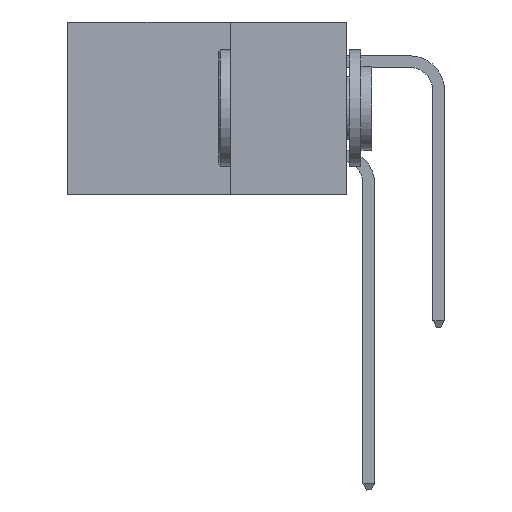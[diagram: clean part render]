
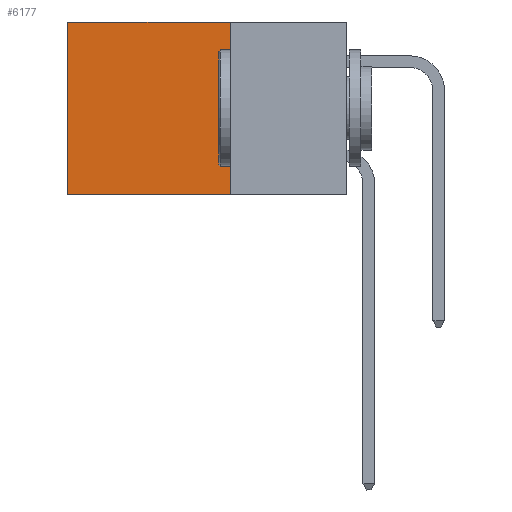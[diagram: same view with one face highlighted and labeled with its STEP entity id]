
A CAD part, left-side view. The second image highlights one B-rep face of the part: STEP entity #6177.
In plain terms, the highlighted planar face has unit normal (-1, 0, 0).
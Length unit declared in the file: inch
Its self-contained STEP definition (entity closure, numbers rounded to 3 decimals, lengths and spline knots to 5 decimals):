
#113 = VERTEX_POINT ( 'NONE', #21257 ) ;
#229 = ORIENTED_EDGE ( 'NONE', *, *, #7905, .F. ) ;
#421 = LINE ( 'NONE', #15998, #14082 ) ;
#3226 = FACE_OUTER_BOUND ( 'NONE', #6482, .T. ) ;
#3798 = LINE ( 'NONE', #19346, #13680 ) ;
#3882 = VECTOR ( 'NONE', #15542, 39.37008 ) ;
#4167 = EDGE_CURVE ( 'NONE', #6499, #113, #421, .T. ) ;
#4414 = VERTEX_POINT ( 'NONE', #12929 ) ;
#4490 = CARTESIAN_POINT ( 'NONE',  ( 0.2875, 0.25, 0. ) ) ;
#5238 = VERTEX_POINT ( 'NONE', #4490 ) ;
#6155 = EDGE_CURVE ( 'NONE', #5238, #4414, #3798, .T. ) ;
#6177 = ADVANCED_FACE ( 'NONE', ( #3226 ), #6430, .F. ) ;
#6350 = DIRECTION ( 'NONE',  ( 0., 1., 0. ) ) ;
#6430 = PLANE ( 'NONE',  #21797 ) ;
#6482 = EDGE_LOOP ( 'NONE', ( #13691, #20123, #229, #18078 ) ) ;
#6499 = VERTEX_POINT ( 'NONE', #18548 ) ;
#7358 = VECTOR ( 'NONE', #10852, 39.37008 ) ;
#7905 = EDGE_CURVE ( 'NONE', #5238, #6499, #18733, .T. ) ;
#8212 = EDGE_CURVE ( 'NONE', #4414, #113, #17233, .T. ) ;
#8302 = DIRECTION ( 'NONE',  ( 0., 0., -1. ) ) ;
#8952 = CARTESIAN_POINT ( 'NONE',  ( 0.2875, 0.6, 0. ) ) ;
#10852 = DIRECTION ( 'NONE',  ( 0., 0., -1. ) ) ;
#12929 = CARTESIAN_POINT ( 'NONE',  ( 0.2875, 0.6, 0. ) ) ;
#13664 = CARTESIAN_POINT ( 'NONE',  ( 0.2875, 0.25, 0. ) ) ;
#13680 = VECTOR ( 'NONE', #6350, 39.37008 ) ;
#13691 = ORIENTED_EDGE ( 'NONE', *, *, #8212, .T. ) ;
#14082 = VECTOR ( 'NONE', #21541, 39.37008 ) ;
#15542 = DIRECTION ( 'NONE',  ( 0., 0., -1. ) ) ;
#15998 = CARTESIAN_POINT ( 'NONE',  ( 0.2875, 0.25, -0.37 ) ) ;
#17233 = LINE ( 'NONE', #8952, #7358 ) ;
#17568 = CARTESIAN_POINT ( 'NONE',  ( 0.2875, 0.25, 0. ) ) ;
#18078 = ORIENTED_EDGE ( 'NONE', *, *, #6155, .T. ) ;
#18548 = CARTESIAN_POINT ( 'NONE',  ( 0.2875, 0.25, -0.37 ) ) ;
#18733 = LINE ( 'NONE', #13664, #3882 ) ;
#19346 = CARTESIAN_POINT ( 'NONE',  ( 0.2875, 0.25, 0. ) ) ;
#19431 = DIRECTION ( 'NONE',  ( 1., 0., 0. ) ) ;
#20123 = ORIENTED_EDGE ( 'NONE', *, *, #4167, .F. ) ;
#21257 = CARTESIAN_POINT ( 'NONE',  ( 0.2875, 0.6, -0.37 ) ) ;
#21541 = DIRECTION ( 'NONE',  ( 0., 1., 0. ) ) ;
#21797 = AXIS2_PLACEMENT_3D ( 'NONE', #17568, #19431, #8302 ) ;
